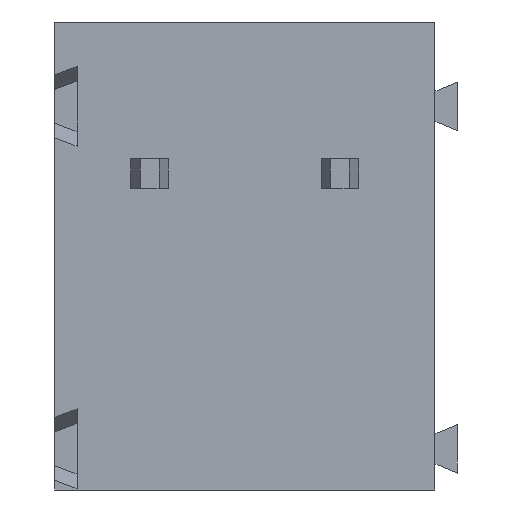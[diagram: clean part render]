
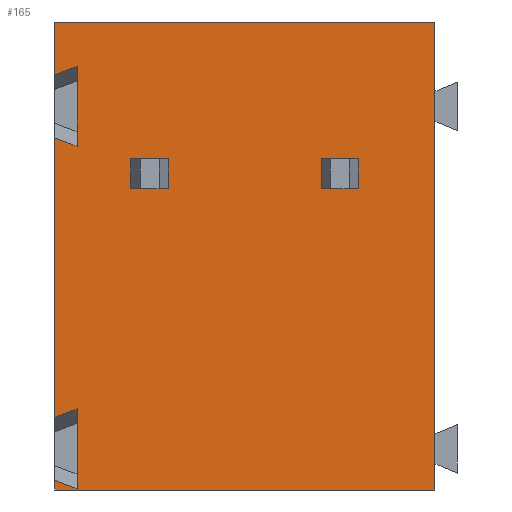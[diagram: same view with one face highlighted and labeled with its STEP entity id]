
A CAD part, front view. The second image highlights one B-rep face of the part: STEP entity #165.
In plain terms, the highlighted planar face has unit normal (0, -1, 0).
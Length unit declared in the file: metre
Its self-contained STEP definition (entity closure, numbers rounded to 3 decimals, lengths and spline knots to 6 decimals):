
#165=ADVANCED_FACE('',(#454,#455,#456),#457,.T.);
#454=FACE_BOUND('',#879,.T.);
#455=FACE_OUTER_BOUND('',#880,.T.);
#456=FACE_BOUND('',#881,.T.);
#457=PLANE('',#882);
#879=EDGE_LOOP('',(#1315,#1316,#1317,#1318));
#880=EDGE_LOOP('',(#1319,#1320,#1321,#1322,#1323,#1324,#1325,#1326,#1327,#1328,#1329,#1330));
#881=EDGE_LOOP('',(#1331,#1332,#1333,#1334));
#882=AXIS2_PLACEMENT_3D('',#1335,#1336,#1337);
#1315=ORIENTED_EDGE('',*,*,#2515,.F.);
#1316=ORIENTED_EDGE('',*,*,#2516,.F.);
#1317=ORIENTED_EDGE('',*,*,#2517,.T.);
#1318=ORIENTED_EDGE('',*,*,#2518,.F.);
#1319=ORIENTED_EDGE('',*,*,#2519,.T.);
#1320=ORIENTED_EDGE('',*,*,#2520,.F.);
#1321=ORIENTED_EDGE('',*,*,#2521,.F.);
#1322=ORIENTED_EDGE('',*,*,#2522,.T.);
#1323=ORIENTED_EDGE('',*,*,#2523,.T.);
#1324=ORIENTED_EDGE('',*,*,#2524,.F.);
#1325=ORIENTED_EDGE('',*,*,#2525,.T.);
#1326=ORIENTED_EDGE('',*,*,#2526,.T.);
#1327=ORIENTED_EDGE('',*,*,#2527,.T.);
#1328=ORIENTED_EDGE('',*,*,#2528,.T.);
#1329=ORIENTED_EDGE('',*,*,#2529,.T.);
#1330=ORIENTED_EDGE('',*,*,#2530,.T.);
#1331=ORIENTED_EDGE('',*,*,#2531,.F.);
#1332=ORIENTED_EDGE('',*,*,#2532,.T.);
#1333=ORIENTED_EDGE('',*,*,#2533,.F.);
#1334=ORIENTED_EDGE('',*,*,#2534,.F.);
#1335=CARTESIAN_POINT('',(0.,0.,-0.0125));
#1336=DIRECTION('',(0.,-1.0,0.));
#1337=DIRECTION('',(0.0,0.,-1.0));
#2515=EDGE_CURVE('',#2996,#2997,#2998,.T.);
#2516=EDGE_CURVE('',#2999,#2996,#3000,.T.);
#2517=EDGE_CURVE('',#2999,#3001,#3002,.T.);
#2518=EDGE_CURVE('',#2997,#3001,#3003,.T.);
#2519=EDGE_CURVE('',#3004,#3005,#3006,.T.);
#2520=EDGE_CURVE('',#3007,#3005,#3008,.T.);
#2521=EDGE_CURVE('',#3009,#3007,#3010,.T.);
#2522=EDGE_CURVE('',#3009,#3011,#3012,.T.);
#2523=EDGE_CURVE('',#3011,#3013,#3014,.T.);
#2524=EDGE_CURVE('',#3015,#3013,#3016,.T.);
#2525=EDGE_CURVE('',#3015,#3017,#3018,.T.);
#2526=EDGE_CURVE('',#3017,#3019,#3020,.T.);
#2527=EDGE_CURVE('',#3019,#3021,#3022,.T.);
#2528=EDGE_CURVE('',#3021,#3023,#3024,.T.);
#2529=EDGE_CURVE('',#3023,#3025,#3026,.T.);
#2530=EDGE_CURVE('',#3025,#3004,#3027,.T.);
#2531=EDGE_CURVE('',#3028,#3029,#3030,.T.);
#2532=EDGE_CURVE('',#3028,#3031,#3032,.T.);
#2533=EDGE_CURVE('',#3033,#3031,#3034,.T.);
#2534=EDGE_CURVE('',#3029,#3033,#3035,.T.);
#2996=VERTEX_POINT('',#3699);
#2997=VERTEX_POINT('',#3700);
#2998=LINE('',#3701,#3702);
#2999=VERTEX_POINT('',#3703);
#3000=LINE('',#3704,#3705);
#3001=VERTEX_POINT('',#3706);
#3002=LINE('',#3707,#3708);
#3003=LINE('',#3709,#3710);
#3004=VERTEX_POINT('',#3711);
#3005=VERTEX_POINT('',#3712);
#3006=LINE('',#3713,#3714);
#3007=VERTEX_POINT('',#3715);
#3008=LINE('',#3716,#3717);
#3009=VERTEX_POINT('',#3718);
#3010=LINE('',#3719,#3720);
#3011=VERTEX_POINT('',#3721);
#3012=LINE('',#3722,#3723);
#3013=VERTEX_POINT('',#3724);
#3014=LINE('',#3725,#3726);
#3015=VERTEX_POINT('',#3727);
#3016=LINE('',#3728,#3729);
#3017=VERTEX_POINT('',#3730);
#3018=LINE('',#3731,#3732);
#3019=VERTEX_POINT('',#3733);
#3020=LINE('',#3734,#3735);
#3021=VERTEX_POINT('',#3736);
#3022=LINE('',#3737,#3738);
#3023=VERTEX_POINT('',#3739);
#3024=LINE('',#3740,#3741);
#3025=VERTEX_POINT('',#3742);
#3026=LINE('',#3743,#3744);
#3027=LINE('',#3745,#3746);
#3028=VERTEX_POINT('',#3747);
#3029=VERTEX_POINT('',#3748);
#3030=LINE('',#3749,#3750);
#3031=VERTEX_POINT('',#3751);
#3032=LINE('',#3752,#3753);
#3033=VERTEX_POINT('',#3754);
#3034=LINE('',#3755,#3756);
#3035=LINE('',#3757,#3758);
#3699=CARTESIAN_POINT('',(0.00204,0.,-0.00365));
#3700=CARTESIAN_POINT('',(0.00204,0.,-0.00445));
#3701=CARTESIAN_POINT('',(0.00204,0.,-0.01175));
#3702=VECTOR('',#4721,1.0);
#3703=CARTESIAN_POINT('',(0.00304,0.,-0.00365));
#3704=CARTESIAN_POINT('',(0.,0.,-0.00365));
#3705=VECTOR('',#4722,1.0);
#3706=CARTESIAN_POINT('',(0.00304,0.,-0.00445));
#3707=CARTESIAN_POINT('',(0.00304,0.,-0.01175));
#3708=VECTOR('',#4723,1.0);
#3709=CARTESIAN_POINT('',(0.,0.,-0.00445));
#3710=VECTOR('',#4724,1.0);
#3711=CARTESIAN_POINT('',(0.,0.,-0.0125));
#3712=CARTESIAN_POINT('',(0.01016,0.,-0.0125));
#3713=CARTESIAN_POINT('',(0.,0.,-0.0125));
#3714=VECTOR('',#4725,1.0);
#3715=CARTESIAN_POINT('',(0.01016,0.,0.));
#3716=CARTESIAN_POINT('',(0.01016,0.,-0.0125));
#3717=VECTOR('',#4726,1.0);
#3718=CARTESIAN_POINT('',(0.,0.,0.));
#3719=CARTESIAN_POINT('',(0.,0.,0.));
#3720=VECTOR('',#4727,1.0);
#3721=CARTESIAN_POINT('',(0.,0.,-0.001415));
#3722=CARTESIAN_POINT('',(0.,0.,-0.0125));
#3723=VECTOR('',#4728,1.0);
#3724=CARTESIAN_POINT('',(0.0006,0.,-0.00119));
#3725=CARTESIAN_POINT('',(0.000472,0.,-0.001238));
#3726=VECTOR('',#4729,1.0);
#3727=CARTESIAN_POINT('',(0.0006,0.,-0.003317));
#3728=CARTESIAN_POINT('',(0.0006,0.,-0.0125));
#3729=VECTOR('',#4730,1.0);
#3730=CARTESIAN_POINT('',(0.,0.,-0.003092));
#3731=CARTESIAN_POINT('',(-0.000128,0.,-0.003044));
#3732=VECTOR('',#4731,1.0);
#3733=CARTESIAN_POINT('',(0.,0.,-0.010561));
#3734=CARTESIAN_POINT('',(0.,0.,-0.0125));
#3735=VECTOR('',#4732,1.0);
#3736=CARTESIAN_POINT('',(0.0006,0.,-0.010336));
#3737=CARTESIAN_POINT('',(-0.000637,0.,-0.0108));
#3738=VECTOR('',#4733,1.0);
#3739=CARTESIAN_POINT('',(0.0006,0.,-0.012464));
#3740=CARTESIAN_POINT('',(0.0006,0.,-0.0125));
#3741=VECTOR('',#4734,1.0);
#3742=CARTESIAN_POINT('',(0.,0.,-0.012239));
#3743=CARTESIAN_POINT('',(0.000086,0.,-0.012271));
#3744=VECTOR('',#4735,1.0);
#3745=CARTESIAN_POINT('',(0.,0.,-0.0125));
#3746=VECTOR('',#4736,1.0);
#3747=CARTESIAN_POINT('',(0.00812,0.,-0.00365));
#3748=CARTESIAN_POINT('',(0.00712,0.,-0.00365));
#3749=CARTESIAN_POINT('',(-0.00508,0.,-0.00365));
#3750=VECTOR('',#4737,1.0);
#3751=CARTESIAN_POINT('',(0.00812,0.,-0.00445));
#3752=CARTESIAN_POINT('',(0.00812,0.,-0.01175));
#3753=VECTOR('',#4738,1.0);
#3754=CARTESIAN_POINT('',(0.00712,0.,-0.00445));
#3755=CARTESIAN_POINT('',(-0.00508,0.,-0.00445));
#3756=VECTOR('',#4739,1.0);
#3757=CARTESIAN_POINT('',(0.00712,0.,-0.01175));
#3758=VECTOR('',#4740,1.0);
#4721=DIRECTION('',(0.,0.,-1.0));
#4722=DIRECTION('',(-1.0,0.,0.));
#4723=DIRECTION('',(0.,0.,-1.0));
#4724=DIRECTION('',(1.0,0.,0.));
#4725=DIRECTION('',(1.0,0.,0.));
#4726=DIRECTION('',(0.,0.,-1.0));
#4727=DIRECTION('',(1.0,0.,0.));
#4728=DIRECTION('',(0.,0.,-1.0));
#4729=DIRECTION('',(0.936,0.,0.351));
#4730=DIRECTION('',(0.,0.,1.0));
#4731=DIRECTION('',(-0.936,0.,0.351));
#4732=DIRECTION('',(0.,0.,-1.0));
#4733=DIRECTION('',(0.936,0.,0.351));
#4734=DIRECTION('',(0.,0.,-1.0));
#4735=DIRECTION('',(-0.936,0.,0.351));
#4736=DIRECTION('',(0.,0.,-1.0));
#4737=DIRECTION('',(-1.0,0.,0.));
#4738=DIRECTION('',(0.,0.,-1.0));
#4739=DIRECTION('',(1.0,0.,0.));
#4740=DIRECTION('',(0.,0.,-1.0));
